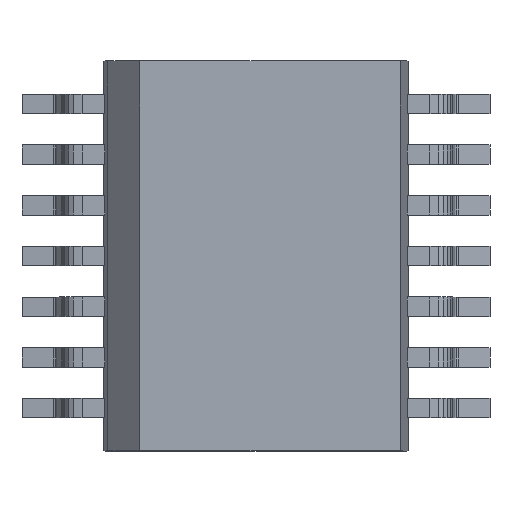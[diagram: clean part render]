
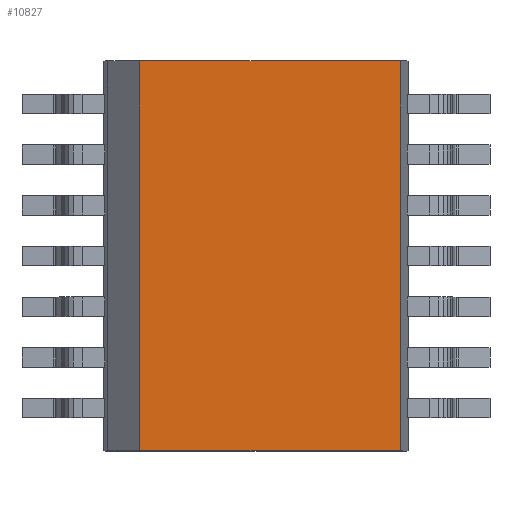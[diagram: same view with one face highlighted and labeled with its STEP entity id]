
A CAD part, top view. The second image highlights one B-rep face of the part: STEP entity #10827.
In plain terms, the highlighted planar face has unit normal (0, 0, 1).
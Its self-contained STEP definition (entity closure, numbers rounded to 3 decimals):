
#1234 = PLANE('',#1235);
#1235 = AXIS2_PLACEMENT_3D('',#1236,#1237,#1238);
#1236 = CARTESIAN_POINT('',(1.85,-2.5,0.023));
#1237 = DIRECTION('',(0.,1.,0.));
#1238 = DIRECTION('',(-1.,0.,0.));
#1949 = PLANE('',#1950);
#1950 = AXIS2_PLACEMENT_3D('',#1951,#1952,#1953);
#1951 = CARTESIAN_POINT('',(1.85,2.5,0.023));
#1952 = DIRECTION('',(0.,1.,0.));
#1953 = DIRECTION('',(-1.,0.,0.));
#2004 = PLANE('',#2005);
#2005 = AXIS2_PLACEMENT_3D('',#2006,#2007,#2008);
#2006 = CARTESIAN_POINT('',(-1.49,-2.5,1.723));
#2007 = DIRECTION('',(-0.707,0.,
    0.707));
#2008 = DIRECTION('',(0.707,0.,0.707
    ));
#3194 = VERTEX_POINT('',#3195);
#3195 = CARTESIAN_POINT('',(1.85,2.5,1.723));
#3211 = PLANE('',#3212);
#3212 = AXIS2_PLACEMENT_3D('',#3213,#3214,#3215);
#3213 = CARTESIAN_POINT('',(1.95,-2.5,0.873));
#3214 = DIRECTION('',(0.993,0.,0.117
    ));
#3215 = DIRECTION('',(0.117,0.,-0.993)
  );
#3248 = VERTEX_POINT('',#3249);
#3249 = CARTESIAN_POINT('',(-1.49,2.5,1.723));
#3270 = EDGE_CURVE('',#3248,#3194,#3271,.T.);
#3271 = SURFACE_CURVE('',#3272,(#3276,#3283),.PCURVE_S1.);
#3272 = LINE('',#3273,#3274);
#3273 = CARTESIAN_POINT('',(1.85,2.5,1.723));
#3274 = VECTOR('',#3275,1.);
#3275 = DIRECTION('',(1.,0.,0.));
#3276 = PCURVE('',#1949,#3277);
#3277 = DEFINITIONAL_REPRESENTATION('',(#3278),#3282);
#3278 = LINE('',#3279,#3280);
#3279 = CARTESIAN_POINT('',(0.,1.7));
#3280 = VECTOR('',#3281,1.);
#3281 = DIRECTION('',(-1.,0.));
#3282 = ( GEOMETRIC_REPRESENTATION_CONTEXT(2) 
PARAMETRIC_REPRESENTATION_CONTEXT() REPRESENTATION_CONTEXT('2D SPACE',''
  ) );
#3283 = PCURVE('',#3284,#3289);
#3284 = PLANE('',#3285);
#3285 = AXIS2_PLACEMENT_3D('',#3286,#3287,#3288);
#3286 = CARTESIAN_POINT('',(1.85,-2.5,1.723));
#3287 = DIRECTION('',(0.,0.,1.));
#3288 = DIRECTION('',(0.,1.,0.));
#3289 = DEFINITIONAL_REPRESENTATION('',(#3290),#3294);
#3290 = LINE('',#3291,#3292);
#3291 = CARTESIAN_POINT('',(5.,0.));
#3292 = VECTOR('',#3293,1.);
#3293 = DIRECTION('',(0.,-1.));
#3294 = ( GEOMETRIC_REPRESENTATION_CONTEXT(2) 
PARAMETRIC_REPRESENTATION_CONTEXT() REPRESENTATION_CONTEXT('2D SPACE',''
  ) );
#8640 = VERTEX_POINT('',#8641);
#8641 = CARTESIAN_POINT('',(1.85,-2.5,1.723));
#8664 = EDGE_CURVE('',#8665,#8640,#8667,.T.);
#8665 = VERTEX_POINT('',#8666);
#8666 = CARTESIAN_POINT('',(-1.49,-2.5,1.723));
#8667 = SURFACE_CURVE('',#8668,(#8672,#8679),.PCURVE_S1.);
#8668 = LINE('',#8669,#8670);
#8669 = CARTESIAN_POINT('',(1.85,-2.5,1.723));
#8670 = VECTOR('',#8671,1.);
#8671 = DIRECTION('',(1.,0.,0.));
#8672 = PCURVE('',#1234,#8673);
#8673 = DEFINITIONAL_REPRESENTATION('',(#8674),#8678);
#8674 = LINE('',#8675,#8676);
#8675 = CARTESIAN_POINT('',(0.,1.7));
#8676 = VECTOR('',#8677,1.);
#8677 = DIRECTION('',(-1.,0.));
#8678 = ( GEOMETRIC_REPRESENTATION_CONTEXT(2) 
PARAMETRIC_REPRESENTATION_CONTEXT() REPRESENTATION_CONTEXT('2D SPACE',''
  ) );
#8679 = PCURVE('',#3284,#8680);
#8680 = DEFINITIONAL_REPRESENTATION('',(#8681),#8685);
#8681 = LINE('',#8682,#8683);
#8682 = CARTESIAN_POINT('',(0.,0.));
#8683 = VECTOR('',#8684,1.);
#8684 = DIRECTION('',(0.,-1.));
#8685 = ( GEOMETRIC_REPRESENTATION_CONTEXT(2) 
PARAMETRIC_REPRESENTATION_CONTEXT() REPRESENTATION_CONTEXT('2D SPACE',''
  ) );
#8899 = EDGE_CURVE('',#3248,#8665,#8900,.T.);
#8900 = SURFACE_CURVE('',#8901,(#8905,#8912),.PCURVE_S1.);
#8901 = LINE('',#8902,#8903);
#8902 = CARTESIAN_POINT('',(-1.49,-2.5,1.723));
#8903 = VECTOR('',#8904,1.);
#8904 = DIRECTION('',(0.,-1.,0.));
#8905 = PCURVE('',#2004,#8906);
#8906 = DEFINITIONAL_REPRESENTATION('',(#8907),#8911);
#8907 = LINE('',#8908,#8909);
#8908 = CARTESIAN_POINT('',(0.,0.));
#8909 = VECTOR('',#8910,1.);
#8910 = DIRECTION('',(0.,-1.));
#8911 = ( GEOMETRIC_REPRESENTATION_CONTEXT(2) 
PARAMETRIC_REPRESENTATION_CONTEXT() REPRESENTATION_CONTEXT('2D SPACE',''
  ) );
#8912 = PCURVE('',#3284,#8913);
#8913 = DEFINITIONAL_REPRESENTATION('',(#8914),#8918);
#8914 = LINE('',#8915,#8916);
#8915 = CARTESIAN_POINT('',(0.,3.34));
#8916 = VECTOR('',#8917,1.);
#8917 = DIRECTION('',(-1.,0.));
#8918 = ( GEOMETRIC_REPRESENTATION_CONTEXT(2) 
PARAMETRIC_REPRESENTATION_CONTEXT() REPRESENTATION_CONTEXT('2D SPACE',''
  ) );
#10293 = EDGE_CURVE('',#8640,#3194,#10294,.T.);
#10294 = SURFACE_CURVE('',#10295,(#10299,#10306),.PCURVE_S1.);
#10295 = LINE('',#10296,#10297);
#10296 = CARTESIAN_POINT('',(1.85,-2.5,1.723));
#10297 = VECTOR('',#10298,1.);
#10298 = DIRECTION('',(0.,1.,0.));
#10299 = PCURVE('',#3211,#10300);
#10300 = DEFINITIONAL_REPRESENTATION('',(#10301),#10305);
#10301 = LINE('',#10302,#10303);
#10302 = CARTESIAN_POINT('',(-0.856,0.));
#10303 = VECTOR('',#10304,1.);
#10304 = DIRECTION('',(0.,1.));
#10305 = ( GEOMETRIC_REPRESENTATION_CONTEXT(2) 
PARAMETRIC_REPRESENTATION_CONTEXT() REPRESENTATION_CONTEXT('2D SPACE',''
  ) );
#10306 = PCURVE('',#3284,#10307);
#10307 = DEFINITIONAL_REPRESENTATION('',(#10308),#10312);
#10308 = LINE('',#10309,#10310);
#10309 = CARTESIAN_POINT('',(0.,0.));
#10310 = VECTOR('',#10311,1.);
#10311 = DIRECTION('',(1.,0.));
#10312 = ( GEOMETRIC_REPRESENTATION_CONTEXT(2) 
PARAMETRIC_REPRESENTATION_CONTEXT() REPRESENTATION_CONTEXT('2D SPACE',''
  ) );
#10827 = ADVANCED_FACE('',(#10828),#3284,.T.);
#10828 = FACE_BOUND('',#10829,.T.);
#10829 = EDGE_LOOP('',(#10830,#10831,#10832,#10833));
#10830 = ORIENTED_EDGE('',*,*,#8899,.T.);
#10831 = ORIENTED_EDGE('',*,*,#8664,.T.);
#10832 = ORIENTED_EDGE('',*,*,#10293,.T.);
#10833 = ORIENTED_EDGE('',*,*,#3270,.F.);
